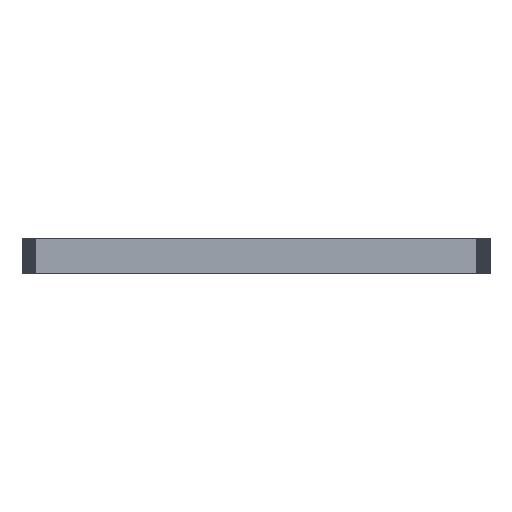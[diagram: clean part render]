
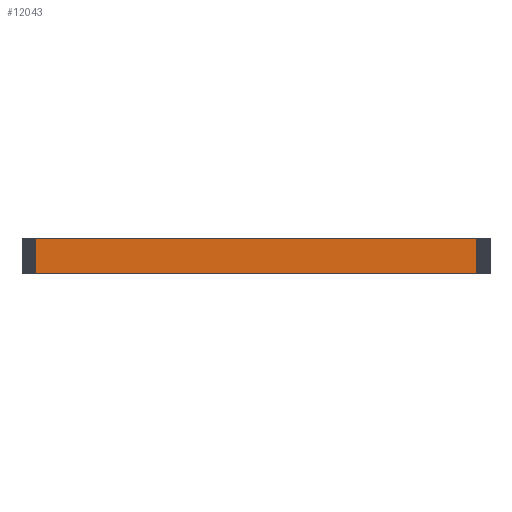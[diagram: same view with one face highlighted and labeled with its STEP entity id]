
A CAD part, front view. The second image highlights one B-rep face of the part: STEP entity #12043.
In plain terms, the highlighted free-form (B-spline) face has degree [1, 1] with [2, 2] control points.
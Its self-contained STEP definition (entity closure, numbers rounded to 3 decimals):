
#70 = B_SPLINE_SURFACE_WITH_KNOTS('',1,1,(
    (#71,#72)
    ,(#73,#74
    )),.UNSPECIFIED.,.F.,.F.,.F.,(2,2),(2,2),(-1043.307,
    1043.307),(-1240.157,1240.157),
  .PIECEWISE_BEZIER_KNOTS.);
#71 = CARTESIAN_POINT('',(6.695,-36.536,21.
    ));
#72 = CARTESIAN_POINT('',(6.695,26.464,21.
    ));
#73 = CARTESIAN_POINT('',(-46.306,-36.536,
    21.));
#74 = CARTESIAN_POINT('',(-46.306,26.464,
    21.));
#122 = B_SPLINE_SURFACE_WITH_KNOTS('',1,1,(
    (#123,#124)
    ,(#125,#126
    )),.UNSPECIFIED.,.F.,.F.,.F.,(2,2),(2,2),(-1043.307,
    1043.307),(-1240.157,1240.157),
  .PIECEWISE_BEZIER_KNOTS.);
#123 = CARTESIAN_POINT('',(6.695,-36.536,
    17.));
#124 = CARTESIAN_POINT('',(6.695,26.464,
    17.));
#125 = CARTESIAN_POINT('',(-46.306,-36.536,
    17.));
#126 = CARTESIAN_POINT('',(-46.306,26.464,
    17.));
#3381 = VERTEX_POINT('',#3382);
#3382 = CARTESIAN_POINT('',(5.195,-36.536,
    17.));
#3395 = B_SPLINE_SURFACE_WITH_KNOTS('',1,1,(
    (#3396,#3397)
    ,(#3398,#3399
    )),.UNSPECIFIED.,.F.,.F.,.F.,(2,2),(2,2),(0.,4.032),(
    -669.291,0.),.PIECEWISE_BEZIER_KNOTS.);
#3396 = CARTESIAN_POINT('',(5.297,-36.532,
    21.));
#3397 = CARTESIAN_POINT('',(5.297,-36.532,
    17.));
#3398 = CARTESIAN_POINT('',(5.195,-36.536,
    21.));
#3399 = CARTESIAN_POINT('',(5.195,-36.536,
    17.));
#3407 = EDGE_CURVE('',#3381,#3408,#3410,.T.);
#3408 = VERTEX_POINT('',#3409);
#3409 = CARTESIAN_POINT('',(-44.806,-36.536,
    17.));
#3410 = SURFACE_CURVE('',#3411,(#3414,#3427),.PCURVE_S1.);
#3411 = B_SPLINE_CURVE_WITH_KNOTS('',1,(#3412,#3413),.UNSPECIFIED.,.F.,
  .F.,(2,2),(0.,1968.504),.PIECEWISE_BEZIER_KNOTS.);
#3412 = CARTESIAN_POINT('',(5.195,-36.536,
    17.));
#3413 = CARTESIAN_POINT('',(-44.806,-36.536,
    17.));
#3414 = PCURVE('',#122,#3415);
#3415 = DEFINITIONAL_REPRESENTATION('',(#3416),#3426);
#3416 = B_SPLINE_CURVE_WITH_KNOTS('',8,(#3417,#3418,#3419,#3420,#3421,
    #3422,#3423,#3424,#3425),.UNSPECIFIED.,.F.,.F.,(9,9),(0.,
    1968.504),.PIECEWISE_BEZIER_KNOTS.);
#3417 = CARTESIAN_POINT('',(-984.252,-1240.157));
#3418 = CARTESIAN_POINT('',(-738.189,-1240.157));
#3419 = CARTESIAN_POINT('',(-492.126,-1240.157));
#3420 = CARTESIAN_POINT('',(-246.063,-1240.157));
#3421 = CARTESIAN_POINT('',(0.,-1240.157));
#3422 = CARTESIAN_POINT('',(246.063,-1240.157));
#3423 = CARTESIAN_POINT('',(492.126,-1240.157));
#3424 = CARTESIAN_POINT('',(738.189,-1240.157));
#3425 = CARTESIAN_POINT('',(984.252,-1240.157));
#3426 = ( GEOMETRIC_REPRESENTATION_CONTEXT(2) 
PARAMETRIC_REPRESENTATION_CONTEXT() REPRESENTATION_CONTEXT('2D SPACE',''
  ) );
#3427 = PCURVE('',#3428,#3433);
#3428 = B_SPLINE_SURFACE_WITH_KNOTS('',1,1,(
    (#3429,#3430)
    ,(#3431,#3432
    )),.UNSPECIFIED.,.F.,.F.,.F.,(2,2),(2,2),(0.,1968.504),(
    -669.291,0.),.PIECEWISE_BEZIER_KNOTS.);
#3429 = CARTESIAN_POINT('',(5.195,-36.536,
    21.));
#3430 = CARTESIAN_POINT('',(5.195,-36.536,
    17.));
#3431 = CARTESIAN_POINT('',(-44.806,-36.536,
    21.));
#3432 = CARTESIAN_POINT('',(-44.806,-36.536,
    17.));
#3433 = DEFINITIONAL_REPRESENTATION('',(#3434),#3438);
#3434 = B_SPLINE_CURVE_WITH_KNOTS('',2,(#3435,#3436,#3437),
  .UNSPECIFIED.,.F.,.F.,(3,3),(0.,1968.504),
  .PIECEWISE_BEZIER_KNOTS.);
#3435 = CARTESIAN_POINT('',(0.,0.));
#3436 = CARTESIAN_POINT('',(984.252,0.));
#3437 = CARTESIAN_POINT('',(1968.504,0.));
#3438 = ( GEOMETRIC_REPRESENTATION_CONTEXT(2) 
PARAMETRIC_REPRESENTATION_CONTEXT() REPRESENTATION_CONTEXT('2D SPACE',''
  ) );
#3458 = B_SPLINE_SURFACE_WITH_KNOTS('',1,1,(
    (#3459,#3460)
    ,(#3461,#3462
    )),.UNSPECIFIED.,.F.,.F.,.F.,(2,2),(2,2),(0.,4.032),(
    -669.291,0.),.PIECEWISE_BEZIER_KNOTS.);
#3459 = CARTESIAN_POINT('',(-44.806,-36.536,
    21.));
#3460 = CARTESIAN_POINT('',(-44.806,-36.536,
    17.));
#3461 = CARTESIAN_POINT('',(-44.908,-36.532,
    21.));
#3462 = CARTESIAN_POINT('',(-44.908,-36.532,
    17.));
#7137 = VERTEX_POINT('',#7138);
#7138 = CARTESIAN_POINT('',(5.195,-36.536,
    21.));
#7158 = EDGE_CURVE('',#7137,#7159,#7161,.T.);
#7159 = VERTEX_POINT('',#7160);
#7160 = CARTESIAN_POINT('',(-44.806,-36.536,
    21.));
#7161 = SURFACE_CURVE('',#7162,(#7165,#7178),.PCURVE_S1.);
#7162 = B_SPLINE_CURVE_WITH_KNOTS('',1,(#7163,#7164),.UNSPECIFIED.,.F.,
  .F.,(2,2),(0.,1968.504),.PIECEWISE_BEZIER_KNOTS.);
#7163 = CARTESIAN_POINT('',(5.195,-36.536,
    21.));
#7164 = CARTESIAN_POINT('',(-44.806,-36.536,
    21.));
#7165 = PCURVE('',#70,#7166);
#7166 = DEFINITIONAL_REPRESENTATION('',(#7167),#7177);
#7167 = B_SPLINE_CURVE_WITH_KNOTS('',8,(#7168,#7169,#7170,#7171,#7172,
    #7173,#7174,#7175,#7176),.UNSPECIFIED.,.F.,.F.,(9,9),(0.,
    1968.504),.PIECEWISE_BEZIER_KNOTS.);
#7168 = CARTESIAN_POINT('',(-984.252,-1240.157));
#7169 = CARTESIAN_POINT('',(-738.189,-1240.157));
#7170 = CARTESIAN_POINT('',(-492.126,-1240.157));
#7171 = CARTESIAN_POINT('',(-246.063,-1240.157));
#7172 = CARTESIAN_POINT('',(0.,-1240.157));
#7173 = CARTESIAN_POINT('',(246.063,-1240.157));
#7174 = CARTESIAN_POINT('',(492.126,-1240.157));
#7175 = CARTESIAN_POINT('',(738.189,-1240.157));
#7176 = CARTESIAN_POINT('',(984.252,-1240.157));
#7177 = ( GEOMETRIC_REPRESENTATION_CONTEXT(2) 
PARAMETRIC_REPRESENTATION_CONTEXT() REPRESENTATION_CONTEXT('2D SPACE',''
  ) );
#7178 = PCURVE('',#3428,#7179);
#7179 = DEFINITIONAL_REPRESENTATION('',(#7180),#7184);
#7180 = B_SPLINE_CURVE_WITH_KNOTS('',2,(#7181,#7182,#7183),
  .UNSPECIFIED.,.F.,.F.,(3,3),(0.,1968.504),
  .PIECEWISE_BEZIER_KNOTS.);
#7181 = CARTESIAN_POINT('',(0.,-669.291));
#7182 = CARTESIAN_POINT('',(984.252,-669.291));
#7183 = CARTESIAN_POINT('',(1968.504,-669.291));
#7184 = ( GEOMETRIC_REPRESENTATION_CONTEXT(2) 
PARAMETRIC_REPRESENTATION_CONTEXT() REPRESENTATION_CONTEXT('2D SPACE',''
  ) );
#11995 = EDGE_CURVE('',#3408,#7159,#11996,.T.);
#11996 = SURFACE_CURVE('',#11997,(#12000,#12007),.PCURVE_S1.);
#11997 = B_SPLINE_CURVE_WITH_KNOTS('',1,(#11998,#11999),.UNSPECIFIED.,
  .F.,.F.,(2,2),(0.,669.291),.PIECEWISE_BEZIER_KNOTS.);
#11998 = CARTESIAN_POINT('',(-44.806,-36.536,
    17.));
#11999 = CARTESIAN_POINT('',(-44.806,-36.536,
    21.));
#12000 = PCURVE('',#3458,#12001);
#12001 = DEFINITIONAL_REPRESENTATION('',(#12002),#12006);
#12002 = B_SPLINE_CURVE_WITH_KNOTS('',2,(#12003,#12004,#12005),
  .UNSPECIFIED.,.F.,.F.,(3,3),(0.,669.291),.PIECEWISE_BEZIER_KNOTS.);
#12003 = CARTESIAN_POINT('',(0.,0.));
#12004 = CARTESIAN_POINT('',(0.,-334.646));
#12005 = CARTESIAN_POINT('',(0.,-669.291));
#12006 = ( GEOMETRIC_REPRESENTATION_CONTEXT(2) 
PARAMETRIC_REPRESENTATION_CONTEXT() REPRESENTATION_CONTEXT('2D SPACE',''
  ) );
#12007 = PCURVE('',#3428,#12008);
#12008 = DEFINITIONAL_REPRESENTATION('',(#12009),#12013);
#12009 = B_SPLINE_CURVE_WITH_KNOTS('',2,(#12010,#12011,#12012),
  .UNSPECIFIED.,.F.,.F.,(3,3),(0.,669.291),.PIECEWISE_BEZIER_KNOTS.);
#12010 = CARTESIAN_POINT('',(1968.504,0.));
#12011 = CARTESIAN_POINT('',(1968.504,-334.646));
#12012 = CARTESIAN_POINT('',(1968.504,-669.291));
#12013 = ( GEOMETRIC_REPRESENTATION_CONTEXT(2) 
PARAMETRIC_REPRESENTATION_CONTEXT() REPRESENTATION_CONTEXT('2D SPACE',''
  ) );
#12043 = ADVANCED_FACE('',(#12044),#3428,.T.);
#12044 = FACE_BOUND('',#12045,.T.);
#12045 = EDGE_LOOP('',(#12046,#12066,#12067,#12068));
#12046 = ORIENTED_EDGE('',*,*,#12047,.T.);
#12047 = EDGE_CURVE('',#3381,#7137,#12048,.T.);
#12048 = SURFACE_CURVE('',#12049,(#12052,#12059),.PCURVE_S1.);
#12049 = B_SPLINE_CURVE_WITH_KNOTS('',1,(#12050,#12051),.UNSPECIFIED.,
  .F.,.F.,(2,2),(0.,669.291),.PIECEWISE_BEZIER_KNOTS.);
#12050 = CARTESIAN_POINT('',(5.195,-36.536,
    17.));
#12051 = CARTESIAN_POINT('',(5.195,-36.536,
    21.));
#12052 = PCURVE('',#3428,#12053);
#12053 = DEFINITIONAL_REPRESENTATION('',(#12054),#12058);
#12054 = B_SPLINE_CURVE_WITH_KNOTS('',2,(#12055,#12056,#12057),
  .UNSPECIFIED.,.F.,.F.,(3,3),(0.,669.291),.PIECEWISE_BEZIER_KNOTS.);
#12055 = CARTESIAN_POINT('',(0.,0.));
#12056 = CARTESIAN_POINT('',(0.,-334.646));
#12057 = CARTESIAN_POINT('',(0.,-669.291));
#12058 = ( GEOMETRIC_REPRESENTATION_CONTEXT(2) 
PARAMETRIC_REPRESENTATION_CONTEXT() REPRESENTATION_CONTEXT('2D SPACE',''
  ) );
#12059 = PCURVE('',#3395,#12060);
#12060 = DEFINITIONAL_REPRESENTATION('',(#12061),#12065);
#12061 = B_SPLINE_CURVE_WITH_KNOTS('',2,(#12062,#12063,#12064),
  .UNSPECIFIED.,.F.,.F.,(3,3),(0.,669.291),.PIECEWISE_BEZIER_KNOTS.);
#12062 = CARTESIAN_POINT('',(4.032,0.));
#12063 = CARTESIAN_POINT('',(4.032,-334.646));
#12064 = CARTESIAN_POINT('',(4.032,-669.291));
#12065 = ( GEOMETRIC_REPRESENTATION_CONTEXT(2) 
PARAMETRIC_REPRESENTATION_CONTEXT() REPRESENTATION_CONTEXT('2D SPACE',''
  ) );
#12066 = ORIENTED_EDGE('',*,*,#7158,.T.);
#12067 = ORIENTED_EDGE('',*,*,#11995,.F.);
#12068 = ORIENTED_EDGE('',*,*,#3407,.F.);
